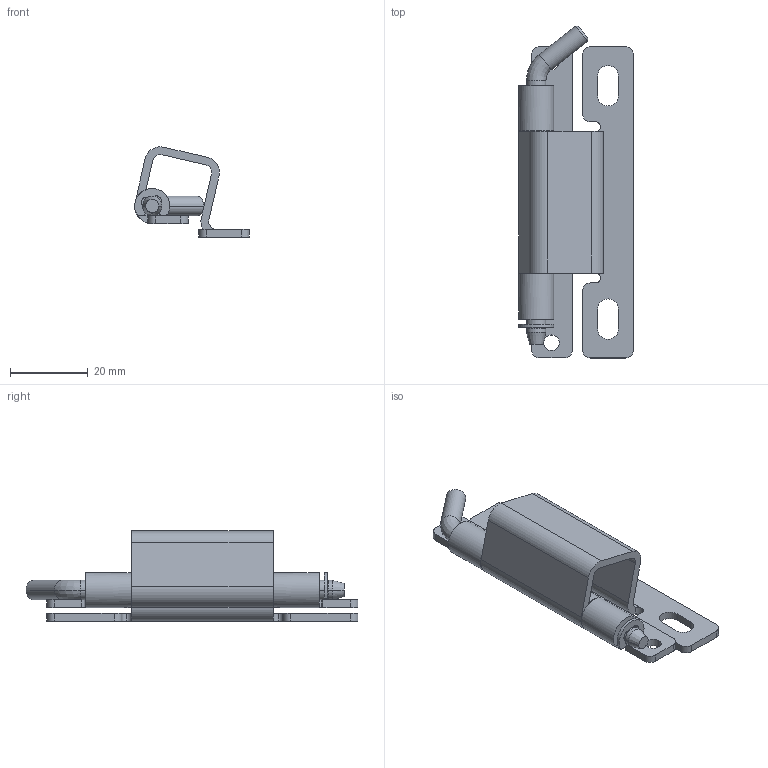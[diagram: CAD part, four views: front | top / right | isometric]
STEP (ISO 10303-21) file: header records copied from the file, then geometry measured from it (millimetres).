
FILE_DESCRIPTION(/* description */ (''),/* implementation_level */ '2;1');
FILE_NAME(/* name */ 'JL129',/* time_stamp */ '2024-09-11T13:32:21+08:00',/* author */ (''),/* organization */ (''),/* preprocessor_version */ 'ST-DEVELOPER v19.2',/* originating_system */ 'Rhino 8.5',/* authorisation */ '');
FILE_SCHEMA (('CONFIG_CONTROL_DESIGN'));
Length unit declared in the file: millimetre
Products named in the file (1): Document
Bounding box: 29.46 x 85.35 x 23.22 mm (x, y, z)
Volume: 8400.3 mm3; surface area: 11197.5 mm2
Topology: 2 solids, 2 shells, 119 faces, 405 edges, 328 vertices
Faces by surface type: cylinder 57, plane 52, bspline 10
Entity records: 4335 total; most frequent: CARTESIAN_POINT 1569, DIRECTION 449, ORIENTED_EDGE 446, AXIS2_PLACEMENT_3D 277, EDGE_CURVE 223, COMPOSITE_CURVE_SEGMENT 182, TRIMMED_CURVE 169, CIRCLE 169
